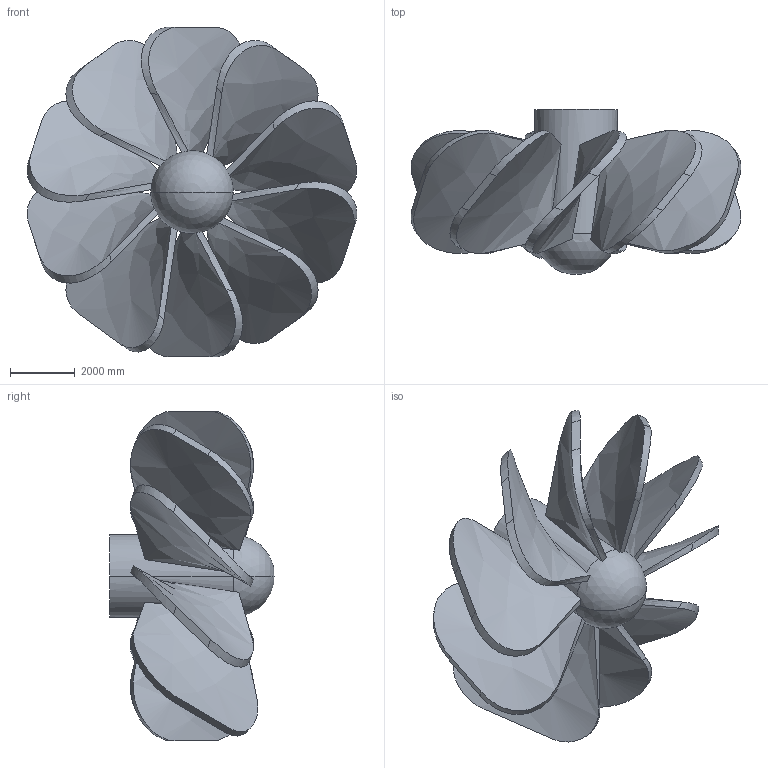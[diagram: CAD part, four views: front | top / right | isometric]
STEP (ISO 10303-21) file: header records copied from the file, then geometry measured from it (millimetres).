
FILE_DESCRIPTION((''),'2;1');
FILE_NAME('TURBINEBLADE2','2025-03-31T19:03:38',('veda'),(''),'CREO PARAMETRIC BY PTC INC, 2024063','CREO PARAMETRIC BY PTC INC, 2024063','');
FILE_SCHEMA(('CONFIG_CONTROL_DESIGN'));
Length unit declared in the file: inch
Products named in the file (1): TURBINEBLADE2
Bounding box: 10159.55 x 5080 x 10160 mm (x, y, z)
Volume: 56302708360.9 mm3; surface area: 369130736.5 mm2
Topology: 1 solids, 1 shells, 75 faces, 220 edges, 145 vertices
Faces by surface type: bspline 60, plane 11, sphere 2, cylinder 2
Entity records: 10210 total; most frequent: CARTESIAN_POINT 8648, ORIENTED_EDGE 436, EDGE_CURVE 218, VERTEX_POINT 145, B_SPLINE_CURVE_WITH_KNOTS 140, DIRECTION 124, EDGE_LOOP 75, FACE_OUTER_BOUND 75
